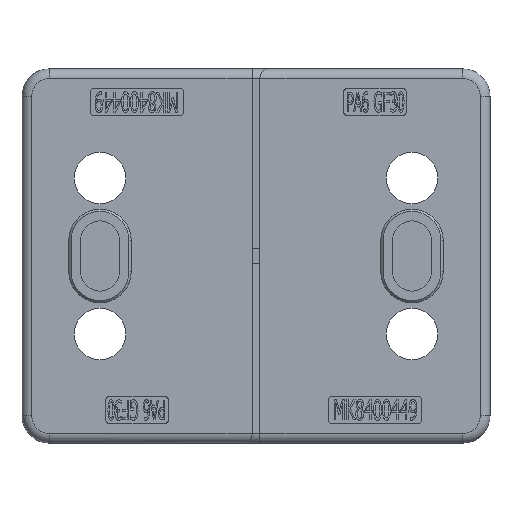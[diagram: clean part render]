
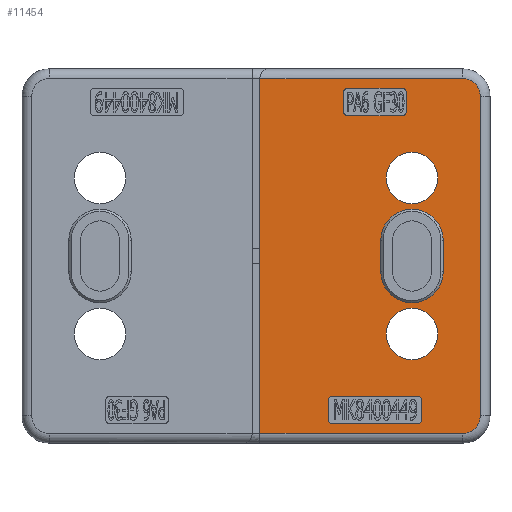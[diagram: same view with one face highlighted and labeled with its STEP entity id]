
A CAD part, front view. The second image highlights one B-rep face of the part: STEP entity #11454.
In plain terms, the highlighted planar face has unit normal (0, -1, 0).
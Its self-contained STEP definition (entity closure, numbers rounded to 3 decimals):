
#9997=CARTESIAN_POINT('',(16.25,0.0,-18.5));
#9998=VERTEX_POINT('',#9997);
#10005=CARTESIAN_POINT('',(16.25,0.0,-21.));
#10006=VERTEX_POINT('',#10005);
#10007=CARTESIAN_POINT('',(16.25,0.0,-21.));
#10008=DIRECTION('',(0.0,0.0,1.0));
#10009=VECTOR('',#10008,2.5);
#10010=LINE('',#10007,#10009);
#10011=EDGE_CURVE('',#10006,#9998,#10010,.T.);
#10029=CARTESIAN_POINT('',(16.75,0.0,-21.5));
#10030=VERTEX_POINT('',#10029);
#10031=CARTESIAN_POINT('',(16.75,0.0,-21.));
#10032=DIRECTION('',(0.0,1.0,0.0));
#10033=DIRECTION('',(-1.0,0.0,0.0));
#10034=AXIS2_PLACEMENT_3D('',#10031,#10032,#10033);
#10035=CIRCLE('',#10034,0.5);
#10036=EDGE_CURVE('',#10030,#10006,#10035,.T.);
#10054=CARTESIAN_POINT('',(27.75,0.0,-21.5));
#10055=VERTEX_POINT('',#10054);
#10056=CARTESIAN_POINT('',(27.75,0.0,-21.5));
#10057=DIRECTION('',(-1.0,0.0,0.0));
#10058=VECTOR('',#10057,11.0);
#10059=LINE('',#10056,#10058);
#10060=EDGE_CURVE('',#10055,#10030,#10059,.T.);
#10078=CARTESIAN_POINT('',(28.25,0.0,-21.));
#10079=VERTEX_POINT('',#10078);
#10080=CARTESIAN_POINT('',(27.75,0.0,-21.));
#10081=DIRECTION('',(0.0,1.0,0.0));
#10082=DIRECTION('',(0.0,0.0,-1.0));
#10083=AXIS2_PLACEMENT_3D('',#10080,#10081,#10082);
#10084=CIRCLE('',#10083,0.5);
#10085=EDGE_CURVE('',#10079,#10055,#10084,.T.);
#10103=CARTESIAN_POINT('',(28.25,0.0,-18.5));
#10104=VERTEX_POINT('',#10103);
#10105=CARTESIAN_POINT('',(28.25,0.0,-18.5));
#10106=DIRECTION('',(0.0,0.0,-1.0));
#10107=VECTOR('',#10106,2.5);
#10108=LINE('',#10105,#10107);
#10109=EDGE_CURVE('',#10104,#10079,#10108,.T.);
#10127=CARTESIAN_POINT('',(27.75,0.0,-18.));
#10128=VERTEX_POINT('',#10127);
#10129=CARTESIAN_POINT('',(27.75,0.0,-18.5));
#10130=DIRECTION('',(0.0,1.0,0.0));
#10131=DIRECTION('',(1.0,0.0,0.0));
#10132=AXIS2_PLACEMENT_3D('',#10129,#10130,#10131);
#10133=CIRCLE('',#10132,0.5);
#10134=EDGE_CURVE('',#10128,#10104,#10133,.T.);
#10152=CARTESIAN_POINT('',(16.75,0.0,-18.));
#10153=VERTEX_POINT('',#10152);
#10154=CARTESIAN_POINT('',(16.75,0.0,-18.));
#10155=DIRECTION('',(1.0,0.0,0.0));
#10156=VECTOR('',#10155,11.);
#10157=LINE('',#10154,#10156);
#10158=EDGE_CURVE('',#10153,#10128,#10157,.T.);
#10176=CARTESIAN_POINT('',(16.75,0.0,-18.5));
#10177=DIRECTION('',(0.0,1.0,0.0));
#10178=DIRECTION('',(0.0,0.0,1.0));
#10179=AXIS2_PLACEMENT_3D('',#10176,#10177,#10178);
#10180=CIRCLE('',#10179,0.5);
#10181=EDGE_CURVE('',#9998,#10153,#10180,.T.);
#10208=CARTESIAN_POINT('',(18.25,0.0,21.));
#10209=VERTEX_POINT('',#10208);
#10216=CARTESIAN_POINT('',(18.25,0.0,18.5));
#10217=VERTEX_POINT('',#10216);
#10218=CARTESIAN_POINT('',(18.25,0.0,18.5));
#10219=DIRECTION('',(0.0,0.0,1.0));
#10220=VECTOR('',#10219,2.5);
#10221=LINE('',#10218,#10220);
#10222=EDGE_CURVE('',#10217,#10209,#10221,.T.);
#10240=CARTESIAN_POINT('',(18.75,0.0,18.));
#10241=VERTEX_POINT('',#10240);
#10242=CARTESIAN_POINT('',(18.75,0.0,18.5));
#10243=DIRECTION('',(0.0,1.0,0.0));
#10244=DIRECTION('',(-1.0,0.0,0.0));
#10245=AXIS2_PLACEMENT_3D('',#10242,#10243,#10244);
#10246=CIRCLE('',#10245,0.5);
#10247=EDGE_CURVE('',#10241,#10217,#10246,.T.);
#10265=CARTESIAN_POINT('',(25.75,0.0,18.));
#10266=VERTEX_POINT('',#10265);
#10267=CARTESIAN_POINT('',(25.75,0.0,18.));
#10268=DIRECTION('',(-1.0,0.0,0.0));
#10269=VECTOR('',#10268,7.);
#10270=LINE('',#10267,#10269);
#10271=EDGE_CURVE('',#10266,#10241,#10270,.T.);
#10289=CARTESIAN_POINT('',(26.25,0.0,18.5));
#10290=VERTEX_POINT('',#10289);
#10291=CARTESIAN_POINT('',(25.75,0.0,18.5));
#10292=DIRECTION('',(0.0,1.0,0.0));
#10293=DIRECTION('',(0.0,0.0,-1.0));
#10294=AXIS2_PLACEMENT_3D('',#10291,#10292,#10293);
#10295=CIRCLE('',#10294,0.5);
#10296=EDGE_CURVE('',#10290,#10266,#10295,.T.);
#10314=CARTESIAN_POINT('',(26.25,0.0,21.));
#10315=VERTEX_POINT('',#10314);
#10316=CARTESIAN_POINT('',(26.25,0.0,21.));
#10317=DIRECTION('',(0.0,0.0,-1.0));
#10318=VECTOR('',#10317,2.5);
#10319=LINE('',#10316,#10318);
#10320=EDGE_CURVE('',#10315,#10290,#10319,.T.);
#10338=CARTESIAN_POINT('',(25.75,0.0,21.5));
#10339=VERTEX_POINT('',#10338);
#10340=CARTESIAN_POINT('',(25.75,0.0,21.));
#10341=DIRECTION('',(0.0,1.0,0.0));
#10342=DIRECTION('',(1.0,0.0,0.0));
#10343=AXIS2_PLACEMENT_3D('',#10340,#10341,#10342);
#10344=CIRCLE('',#10343,0.5);
#10345=EDGE_CURVE('',#10339,#10315,#10344,.T.);
#10363=CARTESIAN_POINT('',(18.75,0.0,21.5));
#10364=VERTEX_POINT('',#10363);
#10365=CARTESIAN_POINT('',(18.75,0.0,21.5));
#10366=DIRECTION('',(1.0,0.0,0.0));
#10367=VECTOR('',#10366,7.);
#10368=LINE('',#10365,#10367);
#10369=EDGE_CURVE('',#10364,#10339,#10368,.T.);
#10387=CARTESIAN_POINT('',(18.75,0.0,21.));
#10388=DIRECTION('',(0.0,1.0,0.0));
#10389=DIRECTION('',(0.0,0.0,1.0));
#10390=AXIS2_PLACEMENT_3D('',#10387,#10388,#10389);
#10391=CIRCLE('',#10390,0.5);
#10392=EDGE_CURVE('',#10209,#10364,#10391,.T.);
#10548=CARTESIAN_POINT('',(23.,0.0,-2.));
#10549=VERTEX_POINT('',#10548);
#10556=CARTESIAN_POINT('',(31.,0.0,-2.));
#10557=VERTEX_POINT('',#10556);
#10558=CARTESIAN_POINT('',(27.0,0.0,-2.));
#10559=DIRECTION('',(0.0,-1.0,0.0));
#10560=DIRECTION('',(-1.0,0.0,0.0));
#10561=AXIS2_PLACEMENT_3D('',#10558,#10559,#10560);
#10562=CIRCLE('',#10561,4.);
#10563=EDGE_CURVE('',#10549,#10557,#10562,.T.);
#10581=CARTESIAN_POINT('',(31.,0.0,2.));
#10582=VERTEX_POINT('',#10581);
#10583=CARTESIAN_POINT('',(31.,0.0,-2.));
#10584=DIRECTION('',(0.0,0.0,1.0));
#10585=VECTOR('',#10584,4.);
#10586=LINE('',#10583,#10585);
#10587=EDGE_CURVE('',#10557,#10582,#10586,.T.);
#10811=CARTESIAN_POINT('',(7.5,0.0,22.75));
#10812=VERTEX_POINT('',#10811);
#10836=CARTESIAN_POINT('',(33.5,0.0,22.75));
#10837=VERTEX_POINT('',#10836);
#10852=CARTESIAN_POINT('',(33.5,0.0,22.75));
#10853=DIRECTION('',(-1.0,0.0,0.0));
#10854=VECTOR('',#10853,26.0);
#10855=LINE('',#10852,#10854);
#10856=EDGE_CURVE('',#10837,#10812,#10855,.T.);
#10868=CARTESIAN_POINT('',(35.75,0.0,20.5));
#10869=VERTEX_POINT('',#10868);
#10885=CARTESIAN_POINT('',(33.5,0.0,20.5));
#10886=DIRECTION('',(0.0,-1.0,0.0));
#10887=DIRECTION('',(0.707,0.0,0.707));
#10888=AXIS2_PLACEMENT_3D('',#10885,#10886,#10887);
#10889=CIRCLE('',#10888,2.25);
#10890=EDGE_CURVE('',#10869,#10837,#10889,.T.);
#10902=CARTESIAN_POINT('',(35.75,0.0,-20.5));
#10903=VERTEX_POINT('',#10902);
#10918=CARTESIAN_POINT('',(35.75,0.0,-20.5));
#10919=DIRECTION('',(0.0,0.0,1.0));
#10920=VECTOR('',#10919,41.);
#10921=LINE('',#10918,#10920);
#10922=EDGE_CURVE('',#10903,#10869,#10921,.T.);
#10934=CARTESIAN_POINT('',(33.5,0.0,-22.75));
#10935=VERTEX_POINT('',#10934);
#10951=CARTESIAN_POINT('',(33.5,0.0,-20.5));
#10952=DIRECTION('',(0.0,-1.0,0.0));
#10953=DIRECTION('',(0.707,0.0,-0.707));
#10954=AXIS2_PLACEMENT_3D('',#10951,#10952,#10953);
#10955=CIRCLE('',#10954,2.25);
#10956=EDGE_CURVE('',#10935,#10903,#10955,.T.);
#10968=CARTESIAN_POINT('',(7.5,0.0,-22.75));
#10969=VERTEX_POINT('',#10968);
#10993=CARTESIAN_POINT('',(7.5,0.0,-22.75));
#10994=DIRECTION('',(1.0,0.0,0.0));
#10995=VECTOR('',#10994,26.0);
#10996=LINE('',#10993,#10995);
#10997=EDGE_CURVE('',#10969,#10935,#10996,.T.);
#11375=CARTESIAN_POINT('',(37.0,0.0,0.0));
#11376=DIRECTION('',(0.0,1.0,0.0));
#11377=DIRECTION('',(0.0,0.0,1.0));
#11378=AXIS2_PLACEMENT_3D('',#11375,#11376,#11377);
#11379=PLANE('',#11378);
#11380=ORIENTED_EDGE('',*,*,#10997,.T.);
#11381=ORIENTED_EDGE('',*,*,#10956,.T.);
#11382=ORIENTED_EDGE('',*,*,#10922,.T.);
#11383=ORIENTED_EDGE('',*,*,#10890,.T.);
#11384=ORIENTED_EDGE('',*,*,#10856,.T.);
#11385=CARTESIAN_POINT('',(7.5,0.0,-22.75));
#11386=DIRECTION('',(0.0,0.0,1.0));
#11387=VECTOR('',#11386,45.5);
#11388=LINE('',#11385,#11387);
#11389=EDGE_CURVE('',#10969,#10812,#11388,.T.);
#11390=ORIENTED_EDGE('',*,*,#11389,.F.);
#11391=EDGE_LOOP('',(#11380,#11381,#11382,#11383,#11384,#11390));
#11392=FACE_OUTER_BOUND('',#11391,.T.);
#11393=ORIENTED_EDGE('',*,*,#10011,.T.);
#11394=ORIENTED_EDGE('',*,*,#10181,.T.);
#11395=ORIENTED_EDGE('',*,*,#10158,.T.);
#11396=ORIENTED_EDGE('',*,*,#10134,.T.);
#11397=ORIENTED_EDGE('',*,*,#10109,.T.);
#11398=ORIENTED_EDGE('',*,*,#10085,.T.);
#11399=ORIENTED_EDGE('',*,*,#10060,.T.);
#11400=ORIENTED_EDGE('',*,*,#10036,.T.);
#11401=EDGE_LOOP('',(#11393,#11394,#11395,#11396,#11397,#11398,#11399,#11400));
#11402=FACE_BOUND('',#11401,.T.);
#11403=ORIENTED_EDGE('',*,*,#10222,.T.);
#11404=ORIENTED_EDGE('',*,*,#10392,.T.);
#11405=ORIENTED_EDGE('',*,*,#10369,.T.);
#11406=ORIENTED_EDGE('',*,*,#10345,.T.);
#11407=ORIENTED_EDGE('',*,*,#10320,.T.);
#11408=ORIENTED_EDGE('',*,*,#10296,.T.);
#11409=ORIENTED_EDGE('',*,*,#10271,.T.);
#11410=ORIENTED_EDGE('',*,*,#10247,.T.);
#11411=EDGE_LOOP('',(#11403,#11404,#11405,#11406,#11407,#11408,#11409,#11410));
#11412=FACE_BOUND('',#11411,.T.);
#11413=ORIENTED_EDGE('',*,*,#10587,.F.);
#11414=ORIENTED_EDGE('',*,*,#10563,.F.);
#11415=CARTESIAN_POINT('',(23.,0.0,2.));
#11416=VERTEX_POINT('',#11415);
#11417=CARTESIAN_POINT('',(23.0,0.0,2.));
#11418=DIRECTION('',(0.0,0.0,-1.0));
#11419=VECTOR('',#11418,4.);
#11420=LINE('',#11417,#11419);
#11421=EDGE_CURVE('',#11416,#10549,#11420,.T.);
#11422=ORIENTED_EDGE('',*,*,#11421,.F.);
#11423=CARTESIAN_POINT('',(27.0,0.0,2.));
#11424=DIRECTION('',(0.0,-1.0,0.0));
#11425=DIRECTION('',(1.0,0.0,0.0));
#11426=AXIS2_PLACEMENT_3D('',#11423,#11424,#11425);
#11427=CIRCLE('',#11426,4.);
#11428=EDGE_CURVE('',#10582,#11416,#11427,.T.);
#11429=ORIENTED_EDGE('',*,*,#11428,.F.);
#11430=EDGE_LOOP('',(#11413,#11414,#11422,#11429));
#11431=FACE_BOUND('',#11430,.T.);
#11432=CARTESIAN_POINT('',(23.7,0.,-10.0));
#11433=VERTEX_POINT('',#11432);
#11434=CARTESIAN_POINT('',(27.0,0.0,-10.0));
#11435=DIRECTION('',(0.0,-1.0,0.0));
#11436=DIRECTION('',(1.0,0.0,0.0));
#11437=AXIS2_PLACEMENT_3D('',#11434,#11435,#11436);
#11438=CIRCLE('',#11437,3.3);
#11439=EDGE_CURVE('',#11433,#11433,#11438,.T.);
#11440=ORIENTED_EDGE('',*,*,#11439,.F.);
#11441=EDGE_LOOP('',(#11440));
#11442=FACE_BOUND('',#11441,.T.);
#11443=CARTESIAN_POINT('',(23.7,0.,10.0));
#11444=VERTEX_POINT('',#11443);
#11445=CARTESIAN_POINT('',(27.0,0.0,10.0));
#11446=DIRECTION('',(0.0,-1.0,0.0));
#11447=DIRECTION('',(1.0,0.0,0.0));
#11448=AXIS2_PLACEMENT_3D('',#11445,#11446,#11447);
#11449=CIRCLE('',#11448,3.3);
#11450=EDGE_CURVE('',#11444,#11444,#11449,.T.);
#11451=ORIENTED_EDGE('',*,*,#11450,.F.);
#11452=EDGE_LOOP('',(#11451));
#11453=FACE_BOUND('',#11452,.T.);
#11454=ADVANCED_FACE('',(#11392,#11402,#11412,#11431,#11442,#11453),#11379,.F.);
